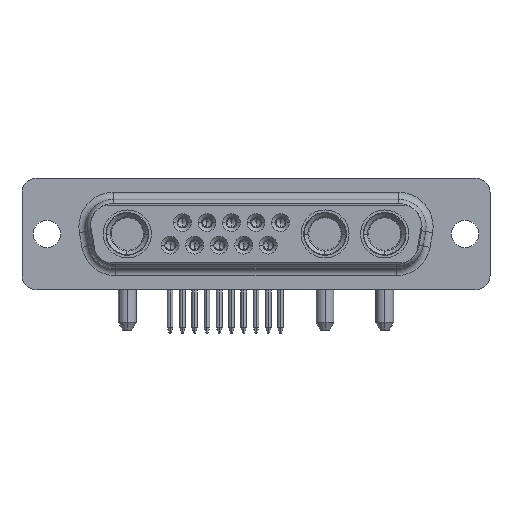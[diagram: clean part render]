
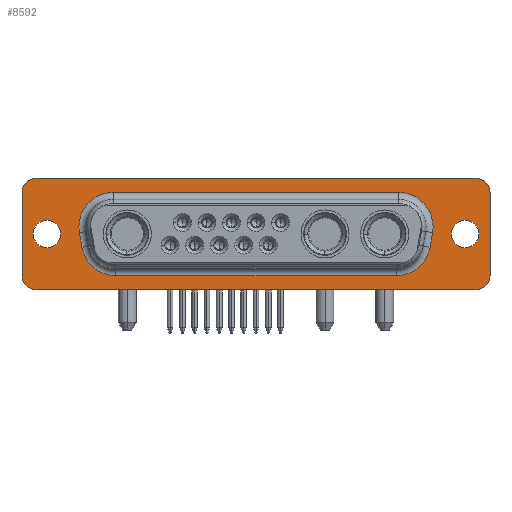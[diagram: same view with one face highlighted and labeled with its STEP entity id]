
A CAD part, top view. The second image highlights one B-rep face of the part: STEP entity #8592.
In plain terms, the highlighted planar face has unit normal (0, 0, 1).
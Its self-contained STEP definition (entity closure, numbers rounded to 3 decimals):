
#669=DIRECTION('',(-1.,0.,0.));
#670=VECTOR('',#669,31.535);
#671=CARTESIAN_POINT('',(15.768,-4.685,0.45));
#672=LINE('4128',#671,#670);
#678=CARTESIAN_POINT('',(15.768,-0.815,0.45));
#679=DIRECTION('',(0.,0.,-1.));
#680=DIRECTION('',(0.985,-0.174,0.));
#681=AXIS2_PLACEMENT_3D('',#678,#679,#680);
#688=DIRECTION('',(-0.174,-0.985,0.));
#689=VECTOR('',#688,1.655);
#690=CARTESIAN_POINT('',(19.866,0.143,0.45));
#691=LINE('4114',#690,#689);
#697=CARTESIAN_POINT('',(16.055,0.815,0.45));
#698=DIRECTION('',(0.,0.,-1.));
#699=DIRECTION('',(0.,1.,0.));
#700=AXIS2_PLACEMENT_3D('',#697,#698,#699);
#702=DIRECTION('',(1.,0.,0.));
#703=VECTOR('',#702,32.11);
#704=CARTESIAN_POINT('',(-16.055,4.685,0.45));
#705=LINE('4100',#704,#703);
#711=CARTESIAN_POINT('',(-16.055,0.815,0.45));
#712=DIRECTION('',(0.,0.,-1.));
#713=DIRECTION('',(-0.985,-0.174,0.));
#714=AXIS2_PLACEMENT_3D('',#711,#712,#713);
#726=DIRECTION('',(-0.174,0.985,0.));
#727=VECTOR('',#726,1.655);
#728=CARTESIAN_POINT('',(-19.579,-1.487,0.45));
#729=LINE('4142',#728,#727);
#735=CARTESIAN_POINT('',(-15.768,-0.815,0.45));
#736=DIRECTION('',(0.,0.,-1.));
#737=DIRECTION('',(0.,-1.,0.));
#738=AXIS2_PLACEMENT_3D('',#735,#736,#737);
#740=CARTESIAN_POINT('',(-24.725,4.675,0.45));
#741=DIRECTION('',(0.,0.,1.));
#742=DIRECTION('',(0.,1.,0.));
#743=AXIS2_PLACEMENT_3D('',#740,#741,#742);
#745=DIRECTION('',(1.,0.,0.));
#746=VECTOR('',#745,49.45);
#747=CARTESIAN_POINT('',(-24.725,6.275,0.45));
#748=LINE('4150',#747,#746);
#749=CARTESIAN_POINT('',(24.725,4.675,0.45));
#750=DIRECTION('',(0.,0.,1.));
#751=DIRECTION('',(1.,0.,0.));
#752=AXIS2_PLACEMENT_3D('',#749,#750,#751);
#754=DIRECTION('',(0.,-1.,0.));
#755=VECTOR('',#754,9.35);
#756=CARTESIAN_POINT('',(26.325,4.675,0.45));
#757=LINE('4152',#756,#755);
#758=CARTESIAN_POINT('',(24.725,-4.675,0.45));
#759=DIRECTION('',(0.,0.,1.));
#760=DIRECTION('',(0.,-1.,0.));
#761=AXIS2_PLACEMENT_3D('',#758,#759,#760);
#763=DIRECTION('',(-1.,0.,0.));
#764=VECTOR('',#763,49.45);
#765=CARTESIAN_POINT('',(24.725,-6.275,0.45));
#766=LINE('4154',#765,#764);
#767=CARTESIAN_POINT('',(-24.725,-4.675,0.45));
#768=DIRECTION('',(0.,0.,1.));
#769=DIRECTION('',(-1.,0.,0.));
#770=AXIS2_PLACEMENT_3D('',#767,#768,#769);
#772=DIRECTION('',(0.,1.,0.));
#773=VECTOR('',#772,9.35);
#774=CARTESIAN_POINT('',(-26.325,-4.675,0.45));
#775=LINE('4156',#774,#773);
#776=CARTESIAN_POINT('',(23.52,0.,0.45));
#777=DIRECTION('',(0.,0.,1.));
#778=DIRECTION('',(1.,0.,0.));
#779=AXIS2_PLACEMENT_3D('',#776,#777,#778);
#781=CARTESIAN_POINT('',(23.52,0.,0.45));
#782=DIRECTION('',(0.,0.,1.));
#783=DIRECTION('',(-1.,0.,0.));
#784=AXIS2_PLACEMENT_3D('',#781,#782,#783);
#786=CARTESIAN_POINT('',(-23.52,0.,0.45));
#787=DIRECTION('',(0.,0.,1.));
#788=DIRECTION('',(1.,0.,0.));
#789=AXIS2_PLACEMENT_3D('',#786,#787,#788);
#791=CARTESIAN_POINT('',(-23.52,0.,0.45));
#792=DIRECTION('',(0.,0.,1.));
#793=DIRECTION('',(-1.,0.,0.));
#794=AXIS2_PLACEMENT_3D('',#791,#792,#793);
#6861=CARTESIAN_POINT('',(-16.055,4.685,0.45));
#6863=VERTEX_POINT('',#6861);
#6869=CARTESIAN_POINT('',(16.055,4.685,0.45));
#6871=VERTEX_POINT('',#6869);
#6877=CARTESIAN_POINT('',(19.866,0.143,0.45));
#6879=VERTEX_POINT('',#6877);
#6885=CARTESIAN_POINT('',(19.579,-1.487,0.45));
#6887=VERTEX_POINT('',#6885);
#6893=CARTESIAN_POINT('',(15.768,-4.685,0.45));
#6895=VERTEX_POINT('',#6893);
#6901=CARTESIAN_POINT('',(-15.768,-4.685,0.45));
#6903=VERTEX_POINT('',#6901);
#6909=CARTESIAN_POINT('',(-19.579,-1.487,0.45));
#6911=VERTEX_POINT('',#6909);
#6917=CARTESIAN_POINT('',(-19.866,0.143,0.45));
#6919=VERTEX_POINT('',#6917);
#6925=CARTESIAN_POINT('',(-24.725,6.275,0.45));
#6926=CARTESIAN_POINT('',(-26.325,4.675,0.45));
#6927=VERTEX_POINT('',#6925);
#6928=VERTEX_POINT('',#6926);
#6929=CARTESIAN_POINT('',(24.725,6.275,0.45));
#6930=VERTEX_POINT('',#6929);
#6931=CARTESIAN_POINT('',(26.325,4.675,0.45));
#6932=VERTEX_POINT('',#6931);
#6933=CARTESIAN_POINT('',(26.325,-4.675,0.45));
#6934=VERTEX_POINT('',#6933);
#6935=CARTESIAN_POINT('',(24.725,-6.275,0.45));
#6936=VERTEX_POINT('',#6935);
#6937=CARTESIAN_POINT('',(-24.725,-6.275,0.45));
#6938=VERTEX_POINT('',#6937);
#6939=CARTESIAN_POINT('',(-26.325,-4.675,0.45));
#6940=VERTEX_POINT('',#6939);
#6941=CARTESIAN_POINT('',(25.07,0.,0.45));
#6942=CARTESIAN_POINT('',(21.97,0.,0.45));
#6943=VERTEX_POINT('',#6941);
#6944=VERTEX_POINT('',#6942);
#6945=CARTESIAN_POINT('',(-21.97,0.,0.45));
#6946=CARTESIAN_POINT('',(-25.07,0.,0.45));
#6947=VERTEX_POINT('',#6945);
#6948=VERTEX_POINT('',#6946);
#8547=CARTESIAN_POINT('',(-16.055,18.435,0.45));
#8548=DIRECTION('',(0.,0.,1.));
#8549=DIRECTION('',(0.,-1.,0.));
#8550=AXIS2_PLACEMENT_3D('',#8547,#8548,#8549);
#8551=PLANE('3576',#8550);
#8553=ORIENTED_EDGE('4149',*,*,#8552,.F.);
#8555=ORIENTED_EDGE('4150',*,*,#8554,.T.);
#8557=ORIENTED_EDGE('4151',*,*,#8556,.F.);
#8559=ORIENTED_EDGE('4152',*,*,#8558,.T.);
#8561=ORIENTED_EDGE('4153',*,*,#8560,.F.);
#8563=ORIENTED_EDGE('4154',*,*,#8562,.T.);
#8565=ORIENTED_EDGE('4155',*,*,#8564,.F.);
#8567=ORIENTED_EDGE('4156',*,*,#8566,.T.);
#8568=EDGE_LOOP('3576',(#8553,#8555,#8557,#8559,#8561,#8563,#8565,#8567));
#8569=FACE_OUTER_BOUND('3576',#8568,.F.);
#8570=ORIENTED_EDGE('4146',*,*,#8513,.F.);
#8571=ORIENTED_EDGE('4142',*,*,#8527,.F.);
#8572=ORIENTED_EDGE('4135',*,*,#8540,.F.);
#8573=ORIENTED_EDGE('4128',*,*,#8442,.F.);
#8574=ORIENTED_EDGE('4121',*,*,#8457,.F.);
#8575=ORIENTED_EDGE('4114',*,*,#8471,.F.);
#8576=ORIENTED_EDGE('4107',*,*,#8485,.F.);
#8577=ORIENTED_EDGE('4100',*,*,#8499,.F.);
#8578=EDGE_LOOP('3576',(#8570,#8571,#8572,#8573,#8574,#8575,#8576,#8577));
#8579=FACE_BOUND('3576',#8578,.F.);
#8581=ORIENTED_EDGE('4157',*,*,#8580,.T.);
#8583=ORIENTED_EDGE('4158',*,*,#8582,.T.);
#8584=EDGE_LOOP('3576',(#8581,#8583));
#8585=FACE_BOUND('3576',#8584,.F.);
#8587=ORIENTED_EDGE('4159',*,*,#8586,.T.);
#8589=ORIENTED_EDGE('4160',*,*,#8588,.T.);
#8590=EDGE_LOOP('3576',(#8587,#8589));
#8591=FACE_BOUND('3576',#8590,.F.);
#8592=ADVANCED_FACE('3576',(#8569,#8579,#8585,#8591),#8551,.T.);
#682=CIRCLE('4121',#681,3.87);
#701=CIRCLE('4107',#700,3.87);
#715=CIRCLE('4146',#714,3.87);
#739=CIRCLE('4135',#738,3.87);
#744=CIRCLE('4149',#743,1.6);
#753=CIRCLE('4151',#752,1.6);
#762=CIRCLE('4153',#761,1.6);
#771=CIRCLE('4155',#770,1.6);
#780=CIRCLE('4157',#779,1.55);
#785=CIRCLE('4158',#784,1.55);
#790=CIRCLE('4159',#789,1.55);
#795=CIRCLE('4160',#794,1.55);
#8442=EDGE_CURVE('4128',#6895,#6903,#672,.T.);
#8457=EDGE_CURVE('4121',#6887,#6895,#682,.T.);
#8471=EDGE_CURVE('4114',#6879,#6887,#691,.T.);
#8485=EDGE_CURVE('4107',#6871,#6879,#701,.T.);
#8499=EDGE_CURVE('4100',#6863,#6871,#705,.T.);
#8513=EDGE_CURVE('4146',#6919,#6863,#715,.T.);
#8527=EDGE_CURVE('4142',#6911,#6919,#729,.T.);
#8540=EDGE_CURVE('4135',#6903,#6911,#739,.T.);
#8552=EDGE_CURVE('4149',#6927,#6928,#744,.T.);
#8554=EDGE_CURVE('4150',#6927,#6930,#748,.T.);
#8556=EDGE_CURVE('4151',#6932,#6930,#753,.T.);
#8558=EDGE_CURVE('4152',#6932,#6934,#757,.T.);
#8560=EDGE_CURVE('4153',#6936,#6934,#762,.T.);
#8562=EDGE_CURVE('4154',#6936,#6938,#766,.T.);
#8564=EDGE_CURVE('4155',#6940,#6938,#771,.T.);
#8566=EDGE_CURVE('4156',#6940,#6928,#775,.T.);
#8580=EDGE_CURVE('4157',#6943,#6944,#780,.T.);
#8582=EDGE_CURVE('4158',#6944,#6943,#785,.T.);
#8586=EDGE_CURVE('4159',#6947,#6948,#790,.T.);
#8588=EDGE_CURVE('4160',#6948,#6947,#795,.T.);
